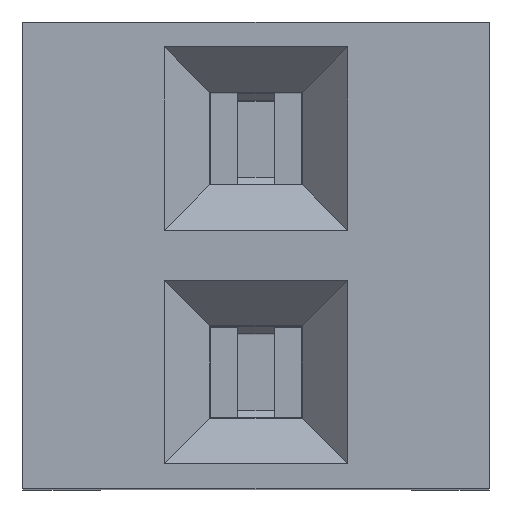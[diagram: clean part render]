
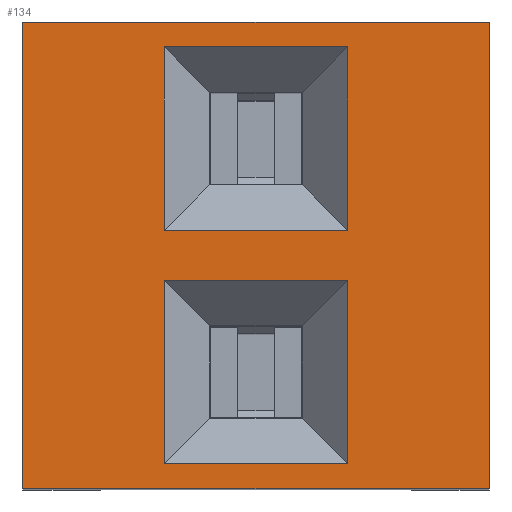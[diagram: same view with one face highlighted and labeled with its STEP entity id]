
A CAD part, top view. The second image highlights one B-rep face of the part: STEP entity #134.
In plain terms, the highlighted planar face has unit normal (0, 0, 1).
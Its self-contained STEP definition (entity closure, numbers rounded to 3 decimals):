
#23=VERTEX_POINT('',#24);
#24=CARTESIAN_POINT('',(1.27,-1.905,4.4));
#28=EDGE_CURVE('',#23,#29,#31,.T.);
#29=VERTEX_POINT('',#30);
#30=CARTESIAN_POINT('',(1.27,0.635,4.4));
#31=LINE('',#24,#32);
#32=VECTOR('',#33,1.);
#33=DIRECTION('',(0.,1.,0.));
#44=DIRECTION('',(-1.,0.,0.));
#55=VECTOR('',#56,1.);
#56=DIRECTION('',(1.,0.,0.));
#59=VERTEX_POINT('',#60);
#60=CARTESIAN_POINT('',(-1.27,-1.905,4.4));
#63=EDGE_CURVE('',#59,#23,#64,.T.);
#64=LINE('',#60,#55);
#93=VECTOR('',#44,1.);
#96=EDGE_CURVE('',#29,#97,#99,.T.);
#97=VERTEX_POINT('',#98);
#98=CARTESIAN_POINT('',(-1.27,0.635,4.4));
#99=LINE('',#30,#93);
#124=DIRECTION('',(0.,-1.,0.));
#133=DIRECTION('',(0.,0.,-1.));
#134=ADVANCED_FACE('',(#135,#144,#166),#188,.F.);
#135=FACE_BOUND('',#136,.F.);
#136=EDGE_LOOP('',(#137,#138,#139,#143));
#137=ORIENTED_EDGE('',*,*,#28,.F.);
#138=ORIENTED_EDGE('',*,*,#63,.F.);
#139=ORIENTED_EDGE('',*,*,#140,.F.);
#140=EDGE_CURVE('',#97,#59,#141,.T.);
#141=LINE('',#98,#142);
#142=VECTOR('',#124,1.);
#143=ORIENTED_EDGE('',*,*,#96,.F.);
#144=FACE_BOUND('',#145,.F.);
#145=EDGE_LOOP('',(#146,#153,#158,#163));
#146=ORIENTED_EDGE('',*,*,#147,.T.);
#147=EDGE_CURVE('',#148,#150,#152,.T.);
#148=VERTEX_POINT('',#149);
#149=CARTESIAN_POINT('',(0.5,0.5,4.4));
#150=VERTEX_POINT('',#151);
#151=CARTESIAN_POINT('',(-0.5,0.5,4.4));
#152=LINE('',#149,#93);
#153=ORIENTED_EDGE('',*,*,#154,.T.);
#154=EDGE_CURVE('',#150,#155,#157,.T.);
#155=VERTEX_POINT('',#156);
#156=CARTESIAN_POINT('',(-0.5,-0.5,4.4));
#157=LINE('',#151,#142);
#158=ORIENTED_EDGE('',*,*,#159,.T.);
#159=EDGE_CURVE('',#155,#160,#162,.T.);
#160=VERTEX_POINT('',#161);
#161=CARTESIAN_POINT('',(0.5,-0.5,4.4));
#162=LINE('',#156,#55);
#163=ORIENTED_EDGE('',*,*,#164,.T.);
#164=EDGE_CURVE('',#160,#148,#165,.T.);
#165=LINE('',#161,#32);
#166=FACE_BOUND('',#167,.F.);
#167=EDGE_LOOP('',(#168,#175,#180,#185));
#168=ORIENTED_EDGE('',*,*,#169,.T.);
#169=EDGE_CURVE('',#170,#172,#174,.T.);
#170=VERTEX_POINT('',#171);
#171=CARTESIAN_POINT('',(0.5,-1.77,4.4));
#172=VERTEX_POINT('',#173);
#173=CARTESIAN_POINT('',(0.5,-0.77,4.4));
#174=LINE('',#171,#32);
#175=ORIENTED_EDGE('',*,*,#176,.T.);
#176=EDGE_CURVE('',#172,#177,#179,.T.);
#177=VERTEX_POINT('',#178);
#178=CARTESIAN_POINT('',(-0.5,-0.77,4.4));
#179=LINE('',#173,#93);
#180=ORIENTED_EDGE('',*,*,#181,.T.);
#181=EDGE_CURVE('',#177,#182,#184,.T.);
#182=VERTEX_POINT('',#183);
#183=CARTESIAN_POINT('',(-0.5,-1.77,4.4));
#184=LINE('',#178,#142);
#185=ORIENTED_EDGE('',*,*,#186,.T.);
#186=EDGE_CURVE('',#182,#170,#187,.T.);
#187=LINE('',#183,#55);
#188=PLANE('',#189);
#189=AXIS2_PLACEMENT_3D('',#24,#133,#124);
